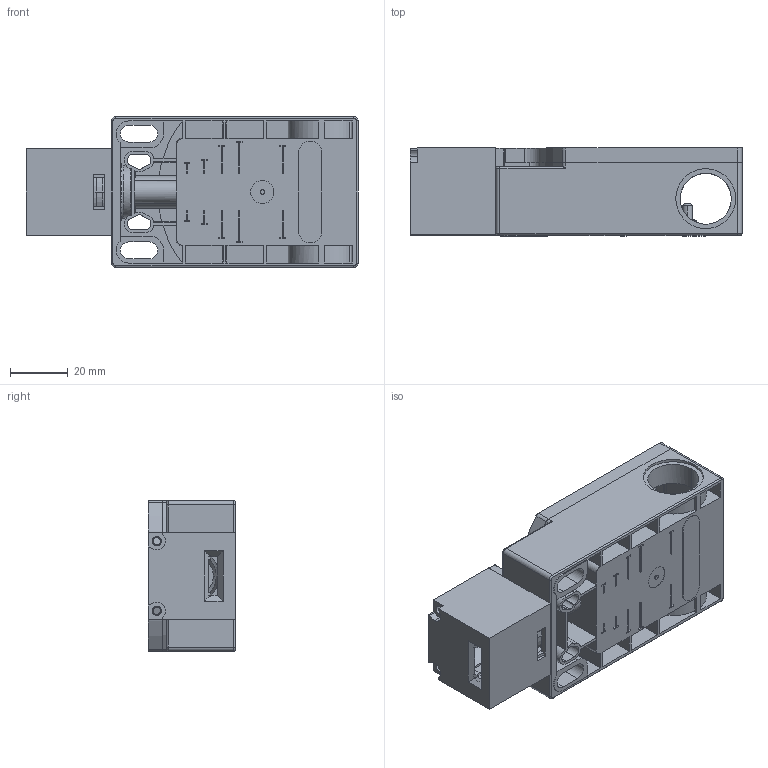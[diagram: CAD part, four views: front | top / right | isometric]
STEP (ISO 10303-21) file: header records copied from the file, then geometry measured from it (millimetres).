
FILE_DESCRIPTION(('STEP AP242'),'1');
FILE_NAME('operating_key_xcsta592.stp','2020-11-18T06:13:48',('TraceParts'),('TraceParts S.A.'),'Spatial InterOp 3D',' ',' ');
FILE_SCHEMA(('AP242_MANAGED_MODEL_BASED_3D_ENGINEERING_MIM_LF {1 0 10303 442 1 1 4}'));
Length unit declared in the file: millimetre
Products named in the file (1): operating_key_xcsta592_1
Bounding box: 114.5 x 30.3 x 52 mm (x, y, z)
Volume: 49258.7 mm3; surface area: 58022.4 mm2
Topology: 3 solids, 3 shells, 707 faces, 1902 edges, 1242 vertices
Faces by surface type: plane 430, cylinder 218, cone 27, torus 20, sphere 10, bspline 2
Entity records: 22606 total; most frequent: CARTESIAN_POINT 4440, DIRECTION 3785, ORIENTED_EDGE 3784, EDGE_CURVE 1892, LINE 1331, VECTOR 1331, VERTEX_POINT 1242, AXIS2_PLACEMENT_3D 1227
